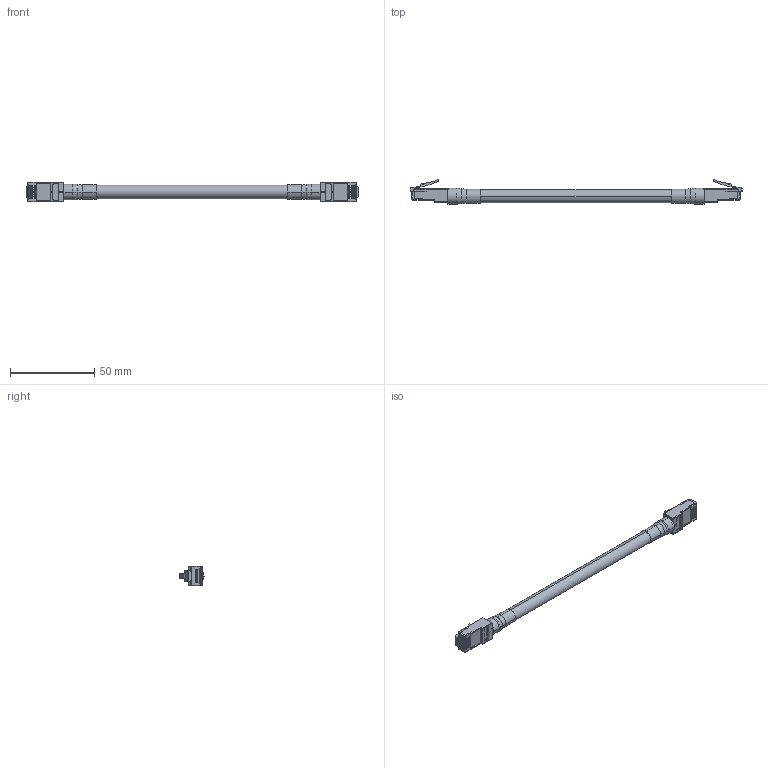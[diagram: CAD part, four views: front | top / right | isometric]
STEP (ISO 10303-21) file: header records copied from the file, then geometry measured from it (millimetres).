
FILE_DESCRIPTION (( 'STEP AP214' ), '1' );
FILE_NAME ('TRD695ODS.STEP', '2019-01-17T12:44:10', ( '' ), ( '' ), 'SwSTEP 2.0', 'SolidWorks 2017', '' );
FILE_SCHEMA (( 'AUTOMOTIVE_DESIGN' ));
Length unit declared in the file: inch
Products named in the file (6): 1AD02-018; 1AD02-018-MA1; TRD695ODS; 1AD02-018-MA3; 1AL04-105; 1AD02-018-MA2_crimped strain relief
Assembly tree (7 placements, depth 3):
  TRD695ODS
    1AL04-105
    1AD02-018  x2
      1AD02-018-MA2_crimped strain relief
      1AD02-018-MA1
    1AD02-018-MA3  x2
Bounding box: 197.61 x 14.41 x 11.68 mm (x, y, z)
Volume: 10229.4 mm3; surface area: 12157.2 mm2
Topology: 9 solids, 9 shells, 532 faces, 1416 edges, 896 vertices
Faces by surface type: plane 310, cylinder 162, torus 40, bspline 8, cone 8, sphere 4
Entity records: 8544 total; most frequent: CARTESIAN_POINT 1526, DIRECTION 1433, ORIENTED_EDGE 1414, EDGE_CURVE 707, LINE 511, VECTOR 511, AXIS2_PLACEMENT_3D 461, VERTEX_POINT 450
